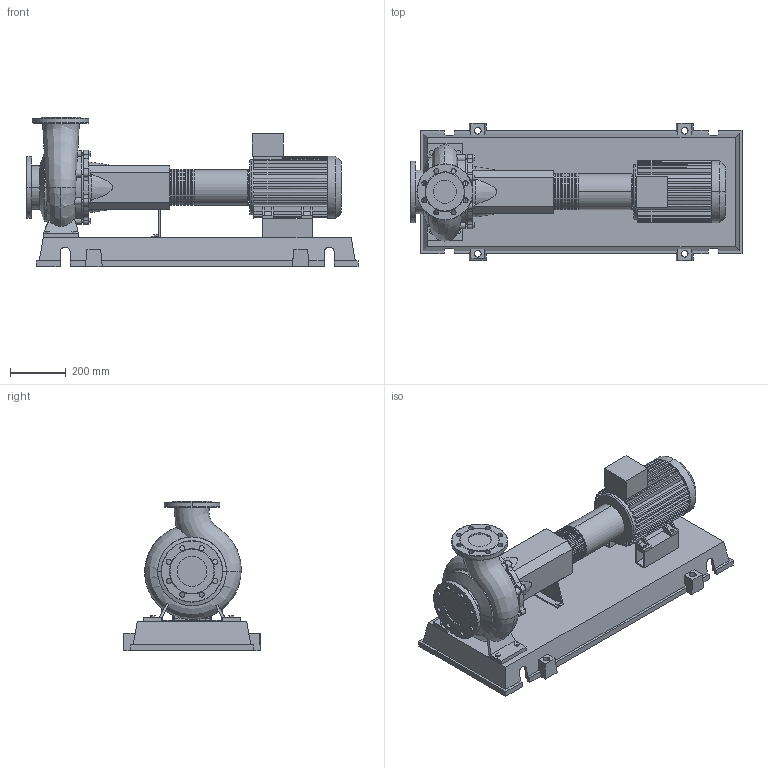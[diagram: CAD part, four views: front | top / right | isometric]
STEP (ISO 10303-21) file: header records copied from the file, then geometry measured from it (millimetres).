
FILE_DESCRIPTION((''),'2;1');
FILE_NAME('3d_NL80_200-4-4-12-4109249.stp','2015-03-03T07:20:02',(''),(''),'Mechanical Desktop 2009','Mechanical Desktop 2009',', , ');
FILE_SCHEMA(('CONFIG_CONTROL_DESIGN'));
Length unit declared in the file: millimetre
Products named in the file (1): Product
Bounding box: 1187.5 x 490 x 533 mm (x, y, z)
Volume: 45999106.6 mm3; surface area: 3343434.6 mm2
Topology: 13 solids, 13 shells, 870 faces, 2324 edges, 1528 vertices
Faces by surface type: plane 443, cylinder 242, bspline 157, cone 14, torus 14
Entity records: 31128 total; most frequent: CARTESIAN_POINT 9180, ORIENTED_EDGE 4650, DIRECTION 4407, EDGE_CURVE 2325, VERTEX_POINT 1527, AXIS2_PLACEMENT_3D 1473, VECTOR 1461, LINE 1461
